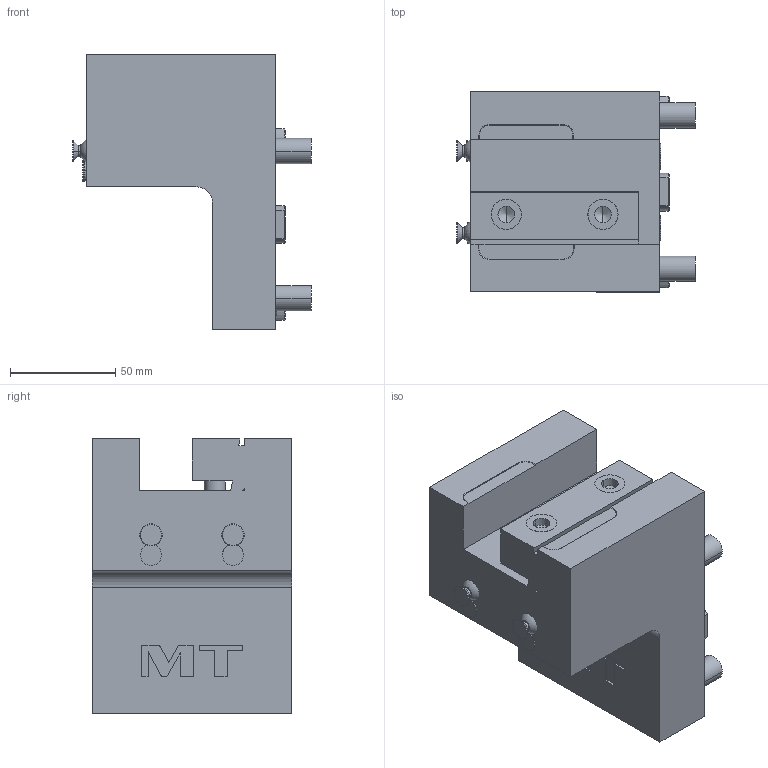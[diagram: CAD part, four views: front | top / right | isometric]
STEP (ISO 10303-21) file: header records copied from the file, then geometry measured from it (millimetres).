
FILE_DESCRIPTION((''),'2;1');
FILE_NAME('DWO4202510_CONF','2026-03-04T10:12:21',('fpalella'),('M.T. srl'),'CREO PARAMETRIC BY PTC INC, 2023352','CREO PARAMETRIC BY PTC INC, 2023352','');
FILE_SCHEMA(('CONFIG_CONTROL_DESIGN'));
Length unit declared in the file: millimetre
Products named in the file (1): DWO4202510_CONF
Bounding box: 113.65 x 95 x 131 mm (x, y, z)
Volume: 674502.5 mm3; surface area: 68418.7 mm2
Topology: 1 solids, 1 shells, 160 faces, 390 edges, 250 vertices
Faces by surface type: plane 87, cylinder 37, cone 24, torus 8, extrusion 2, sphere 2
Entity records: 4797 total; most frequent: CARTESIAN_POINT 922, DIRECTION 809, ORIENTED_EDGE 772, EDGE_CURVE 386, AXIS2_PLACEMENT_3D 285, VERTEX_POINT 250, VECTOR 239, LINE 237
